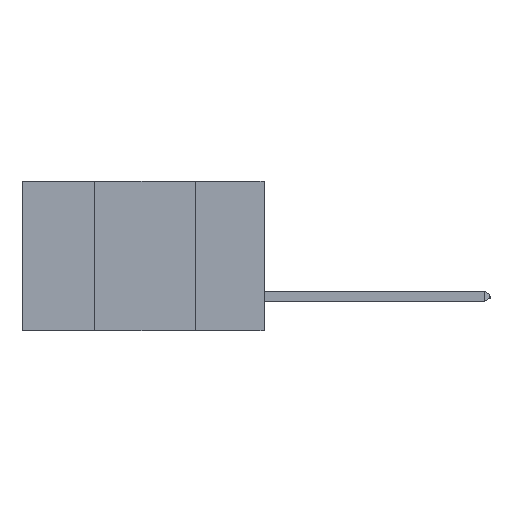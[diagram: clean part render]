
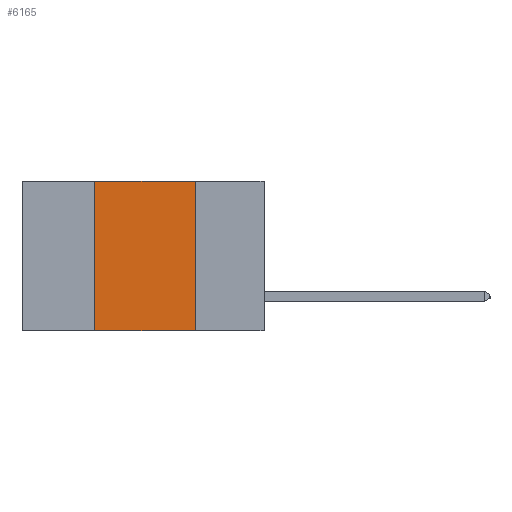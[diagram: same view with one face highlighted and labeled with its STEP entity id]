
A CAD part, left-side view. The second image highlights one B-rep face of the part: STEP entity #6165.
In plain terms, the highlighted planar face has unit normal (-1, 0, 0).
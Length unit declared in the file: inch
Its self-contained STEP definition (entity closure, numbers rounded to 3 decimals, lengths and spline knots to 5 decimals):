
#901 = EDGE_LOOP ( 'NONE', ( #12607, #1156, #4292, #10755 ) ) ;
#1156 = ORIENTED_EDGE ( 'NONE', *, *, #5537, .F. ) ;
#1648 = LINE ( 'NONE', #5024, #7494 ) ;
#2762 = CARTESIAN_POINT ( 'NONE',  ( 0., 0.17, 0. ) ) ;
#2966 = DIRECTION ( 'NONE',  ( 0., 0., -1. ) ) ;
#3263 = VERTEX_POINT ( 'NONE', #10380 ) ;
#3330 = DIRECTION ( 'NONE',  ( 0., -1., 0. ) ) ;
#3645 = CARTESIAN_POINT ( 'NONE',  ( 0., 0.42, -0.37 ) ) ;
#3649 = EDGE_CURVE ( 'NONE', #6251, #3263, #14164, .T. ) ;
#4207 = VERTEX_POINT ( 'NONE', #2762 ) ;
#4266 = FACE_OUTER_BOUND ( 'NONE', #901, .T. ) ;
#4292 = ORIENTED_EDGE ( 'NONE', *, *, #8279, .F. ) ;
#5024 = CARTESIAN_POINT ( 'NONE',  ( 0., 0.42, 0. ) ) ;
#5537 = EDGE_CURVE ( 'NONE', #11234, #4207, #12776, .T. ) ;
#6165 = ADVANCED_FACE ( 'NONE', ( #4266 ), #12554, .F. ) ;
#6251 = VERTEX_POINT ( 'NONE', #3645 ) ;
#6825 = VECTOR ( 'NONE', #3330, 39.37008 ) ;
#6987 = DIRECTION ( 'NONE',  ( 0., 0., -1. ) ) ;
#7494 = VECTOR ( 'NONE', #12843, 39.37008 ) ;
#8279 = EDGE_CURVE ( 'NONE', #6251, #11234, #1648, .T. ) ;
#8316 = VECTOR ( 'NONE', #8709, 39.37008 ) ;
#8709 = DIRECTION ( 'NONE',  ( 0., -1., 0. ) ) ;
#9002 = CARTESIAN_POINT ( 'NONE',  ( 0., 0.42, 0. ) ) ;
#9130 = CARTESIAN_POINT ( 'NONE',  ( 0., 0.6, 0. ) ) ;
#9217 = CARTESIAN_POINT ( 'NONE',  ( 0., 0.6, 0. ) ) ;
#9802 = CARTESIAN_POINT ( 'NONE',  ( 0., 0.6, -0.37 ) ) ;
#9888 = CARTESIAN_POINT ( 'NONE',  ( 0., 0.17, 0. ) ) ;
#10380 = CARTESIAN_POINT ( 'NONE',  ( 0., 0.17, -0.37 ) ) ;
#10755 = ORIENTED_EDGE ( 'NONE', *, *, #3649, .T. ) ;
#11234 = VERTEX_POINT ( 'NONE', #9002 ) ;
#11455 = LINE ( 'NONE', #9888, #11792 ) ;
#11792 = VECTOR ( 'NONE', #2966, 39.37008 ) ;
#12554 = PLANE ( 'NONE',  #14356 ) ;
#12607 = ORIENTED_EDGE ( 'NONE', *, *, #13458, .F. ) ;
#12776 = LINE ( 'NONE', #9130, #6825 ) ;
#12843 = DIRECTION ( 'NONE',  ( 0., 0., 1. ) ) ;
#13458 = EDGE_CURVE ( 'NONE', #4207, #3263, #11455, .T. ) ;
#13637 = DIRECTION ( 'NONE',  ( 1., 0., 0. ) ) ;
#14164 = LINE ( 'NONE', #9802, #8316 ) ;
#14356 = AXIS2_PLACEMENT_3D ( 'NONE', #9217, #13637, #6987 ) ;
